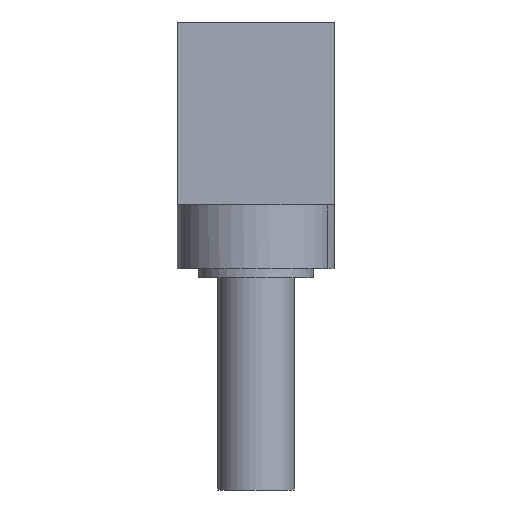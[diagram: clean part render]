
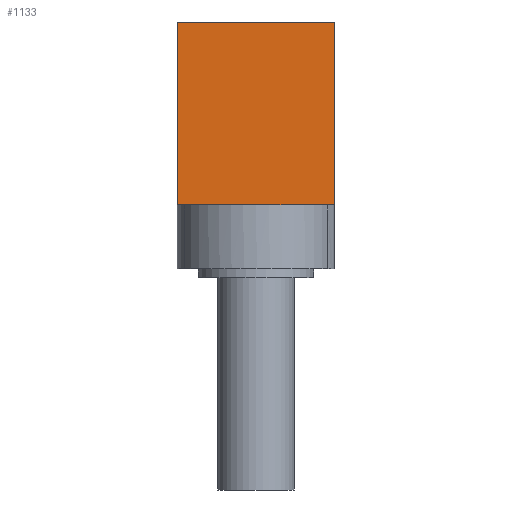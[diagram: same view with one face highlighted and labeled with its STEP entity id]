
A CAD part, front view. The second image highlights one B-rep face of the part: STEP entity #1133.
In plain terms, the highlighted planar face has unit normal (0, -1, 0).
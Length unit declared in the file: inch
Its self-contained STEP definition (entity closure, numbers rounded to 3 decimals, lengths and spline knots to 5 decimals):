
#250 = CARTESIAN_POINT ( 'NONE',  ( -0.00064, -0.18494, -0.43065 ) ) ;
#283 = CARTESIAN_POINT ( 'NONE',  ( -0.185, -0.18494, 0. ) ) ;
#596 = EDGE_CURVE ( 'NONE', #2882, #1466, #4920, .T. ) ;
#988 = VERTEX_POINT ( 'NONE', #5403 ) ;
#1001 = VECTOR ( 'NONE', #3724, 39.37008 ) ;
#1133 = ADVANCED_FACE ( 'NONE', ( #1510 ), #3068, .T. ) ;
#1261 = ORIENTED_EDGE ( 'NONE', *, *, #1331, .T. ) ;
#1331 = EDGE_CURVE ( 'NONE', #2882, #5991, #3341, .T. ) ;
#1349 = ORIENTED_EDGE ( 'NONE', *, *, #3149, .F. ) ;
#1466 = VERTEX_POINT ( 'NONE', #5676 ) ;
#1510 = FACE_OUTER_BOUND ( 'NONE', #5197, .T. ) ;
#1898 = CARTESIAN_POINT ( 'NONE',  ( -0.185, -0.18494, -0.43065 ) ) ;
#1912 = CARTESIAN_POINT ( 'NONE',  ( -0.185, -0.18494, -0.58065 ) ) ;
#2025 = VERTEX_POINT ( 'NONE', #4983 ) ;
#2188 = ORIENTED_EDGE ( 'NONE', *, *, #5847, .T. ) ;
#2624 = VECTOR ( 'NONE', #5182, 39.37008 ) ;
#2704 = VECTOR ( 'NONE', #3877, 39.37008 ) ;
#2882 = VERTEX_POINT ( 'NONE', #4136 ) ;
#3042 = DIRECTION ( 'NONE',  ( 0., 0., -1. ) ) ;
#3068 = PLANE ( 'NONE',  #4055 ) ;
#3149 = EDGE_CURVE ( 'NONE', #1466, #988, #4308, .T. ) ;
#3165 = VECTOR ( 'NONE', #5712, 39.37008 ) ;
#3277 = ORIENTED_EDGE ( 'NONE', *, *, #596, .F. ) ;
#3341 = LINE ( 'NONE', #1898, #4138 ) ;
#3511 = CARTESIAN_POINT ( 'NONE',  ( -0.185, -0.18494, -0.58065 ) ) ;
#3724 = DIRECTION ( 'NONE',  ( 0., 0., 1. ) ) ;
#3819 = CARTESIAN_POINT ( 'NONE',  ( 0.185, -0.18494, -0.58065 ) ) ;
#3877 = DIRECTION ( 'NONE',  ( 0., 0., 1. ) ) ;
#4055 = AXIS2_PLACEMENT_3D ( 'NONE', #3511, #5947, #3042 ) ;
#4136 = CARTESIAN_POINT ( 'NONE',  ( -0.185, -0.18494, -0.43065 ) ) ;
#4138 = VECTOR ( 'NONE', #5254, 39.37008 ) ;
#4308 = LINE ( 'NONE', #283, #3165 ) ;
#4311 = LINE ( 'NONE', #3819, #1001 ) ;
#4920 = LINE ( 'NONE', #1912, #2704 ) ;
#4983 = CARTESIAN_POINT ( 'NONE',  ( 0.185, -0.18494, -0.43065 ) ) ;
#5182 = DIRECTION ( 'NONE',  ( 1., 0., 0. ) ) ;
#5197 = EDGE_LOOP ( 'NONE', ( #3277, #1261, #2188, #6233, #1349 ) ) ;
#5254 = DIRECTION ( 'NONE',  ( 1., 0., 0. ) ) ;
#5403 = CARTESIAN_POINT ( 'NONE',  ( 0.185, -0.18494, 0. ) ) ;
#5676 = CARTESIAN_POINT ( 'NONE',  ( -0.185, -0.18494, 0. ) ) ;
#5712 = DIRECTION ( 'NONE',  ( 1., 0., 0. ) ) ;
#5847 = EDGE_CURVE ( 'NONE', #5991, #2025, #6063, .T. ) ;
#5947 = DIRECTION ( 'NONE',  ( 0., -1., 0. ) ) ;
#5991 = VERTEX_POINT ( 'NONE', #250 ) ;
#6035 = EDGE_CURVE ( 'NONE', #2025, #988, #4311, .T. ) ;
#6063 = LINE ( 'NONE', #6195, #2624 ) ;
#6195 = CARTESIAN_POINT ( 'NONE',  ( -0.185, -0.18494, -0.43065 ) ) ;
#6233 = ORIENTED_EDGE ( 'NONE', *, *, #6035, .T. ) ;
